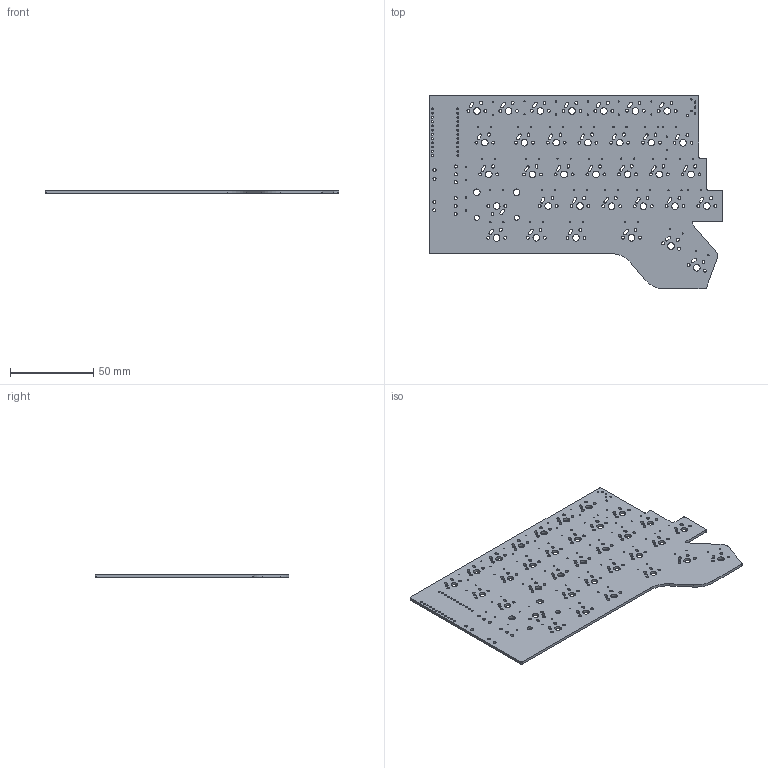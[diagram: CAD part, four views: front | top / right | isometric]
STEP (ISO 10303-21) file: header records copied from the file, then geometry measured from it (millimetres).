
FILE_DESCRIPTION(('KiCad electronic assembly'),'2;1');
FILE_NAME('left.step','2022-12-25T18:54:53',('Pcbnew'),('Kicad'), 'Open CASCADE STEP processor 7.6','KiCad to STEP converter','Unknown' );
FILE_SCHEMA(('AUTOMOTIVE_DESIGN { 1 0 10303 214 1 1 1 1 }'));
Length unit declared in the file: millimetre
Products named in the file (2): left 1; left PCB
Assembly tree (1 placements, depth 2):
  left 1
    left PCB
Bounding box: 175.72 x 116.15 x 1.6 mm (x, y, z)
Volume: 25181.9 mm3; surface area: 35073.5 mm2
Topology: 1 solids, 1 shells, 530 faces, 1584 edges, 1056 vertices
Faces by surface type: cylinder 371, plane 159
Full cylindrical faces by diameter (mm): 0.7 x72, 0.8 x2, 1.092 x24, 1.702 x68, 1.85 x10, 3.048 x2, 3.988 x36
Entity records: 42199 total; most frequent: CARTESIAN_POINT 10792, DIRECTION 5816, LINE 3268, VECTOR 3268, ORIENTED_EDGE 3168, PCURVE 3168, DEFINITIONAL_REPRESENTATION 3168, EDGE_CURVE 1584
